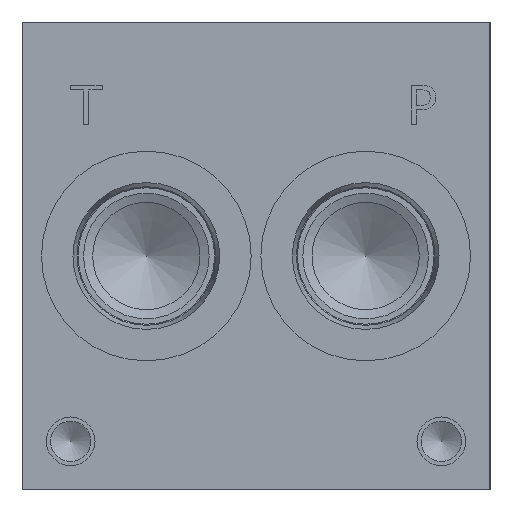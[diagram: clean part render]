
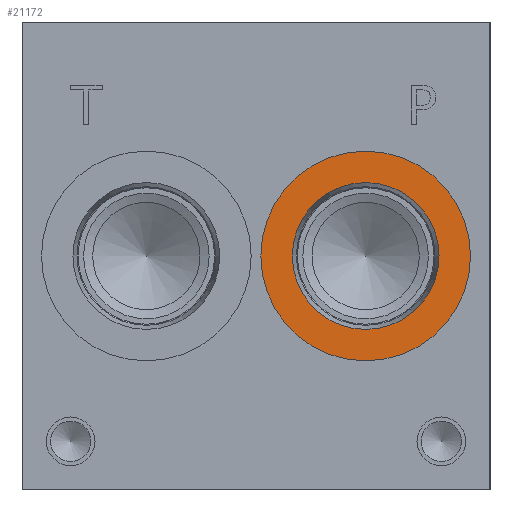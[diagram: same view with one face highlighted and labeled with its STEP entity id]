
A CAD part, left-side view. The second image highlights one B-rep face of the part: STEP entity #21172.
In plain terms, the highlighted planar face has unit normal (-1, 0, 0).
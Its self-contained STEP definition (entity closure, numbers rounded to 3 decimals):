
#741=CIRCLE('',#22448,17.069);
#742=CIRCLE('',#22449,17.069);
#743=CIRCLE('',#22451,11.951);
#744=CIRCLE('',#22452,11.951);
#1248=FACE_BOUND('',#4044,.T.);
#1841=PLANE('',#22450);
#2789=FACE_OUTER_BOUND('',#4043,.T.);
#4043=EDGE_LOOP('',(#18243,#18244));
#4044=EDGE_LOOP('',(#18245,#18246));
#9983=VERTEX_POINT('',#36146);
#9984=VERTEX_POINT('',#36148);
#9985=VERTEX_POINT('',#36152);
#9986=VERTEX_POINT('',#36153);
#12855=EDGE_CURVE('',#9983,#9984,#741,.T.);
#12856=EDGE_CURVE('',#9984,#9983,#742,.T.);
#12857=EDGE_CURVE('',#9985,#9986,#743,.T.);
#12858=EDGE_CURVE('',#9986,#9985,#744,.T.);
#18243=ORIENTED_EDGE('',*,*,#12856,.F.);
#18244=ORIENTED_EDGE('',*,*,#12855,.F.);
#18245=ORIENTED_EDGE('',*,*,#12857,.T.);
#18246=ORIENTED_EDGE('',*,*,#12858,.T.);
#21172=ADVANCED_FACE('',(#2789,#1248),#1841,.F.);
#22448=AXIS2_PLACEMENT_3D('',#36149,#26715,#26716);
#22449=AXIS2_PLACEMENT_3D('',#36150,#26717,#26718);
#22450=AXIS2_PLACEMENT_3D('',#36151,#26719,#26720);
#22451=AXIS2_PLACEMENT_3D('',#36154,#26721,#26722);
#22452=AXIS2_PLACEMENT_3D('',#36155,#26723,#26724);
#26715=DIRECTION('center_axis',(1.,0.,0.));
#26716=DIRECTION('ref_axis',(0.,0.,-1.));
#26717=DIRECTION('center_axis',(1.,0.,0.));
#26718=DIRECTION('ref_axis',(0.,0.,-1.));
#26719=DIRECTION('center_axis',(1.,0.,0.));
#26720=DIRECTION('ref_axis',(0.,0.,-1.));
#26721=DIRECTION('center_axis',(1.,0.,0.));
#26722=DIRECTION('ref_axis',(0.,0.,-1.));
#26723=DIRECTION('center_axis',(1.,0.,0.));
#26724=DIRECTION('ref_axis',(0.,0.,-1.));
#36146=CARTESIAN_POINT('',(0.787,20.244,21.031));
#36148=CARTESIAN_POINT('',(0.787,20.244,55.169));
#36149=CARTESIAN_POINT('Origin',(0.787,20.244,38.1));
#36150=CARTESIAN_POINT('Origin',(0.787,20.244,38.1));
#36151=CARTESIAN_POINT('Origin',(0.787,20.244,50.051));
#36152=CARTESIAN_POINT('',(0.787,20.244,50.051));
#36153=CARTESIAN_POINT('',(0.787,20.244,26.149));
#36154=CARTESIAN_POINT('Origin',(0.787,20.244,38.1));
#36155=CARTESIAN_POINT('Origin',(0.787,20.244,38.1));
